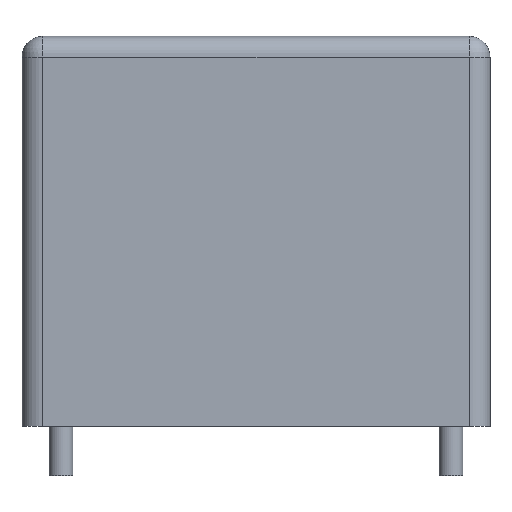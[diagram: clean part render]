
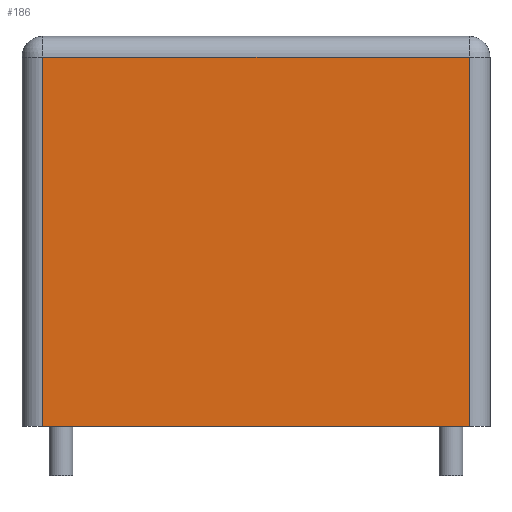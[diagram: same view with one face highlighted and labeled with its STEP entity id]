
A CAD part, front view. The second image highlights one B-rep face of the part: STEP entity #186.
In plain terms, the highlighted planar face has unit normal (0, -1, 0).
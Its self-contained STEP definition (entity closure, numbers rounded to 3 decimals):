
#13=DIRECTION('',(0.,0.,1.));
#27=VECTOR('',#13,1.);
#33=CARTESIAN_POINT('',(-1.5,-4.,0.));
#35=DIRECTION('',(0.,1.,0.));
#48=DIRECTION('',(1.,0.,0.));
#54=VERTEX_POINT('',#55);
#55=CARTESIAN_POINT('',(-0.7,-4.,0.));
#61=ORIENTED_EDGE('',*,*,#62,.T.);
#62=EDGE_CURVE('',#54,#63,#65,.T.);
#63=VERTEX_POINT('',#64);
#64=CARTESIAN_POINT('',(-0.7,-4.,14.2));
#65=LINE('',#55,#27);
#102=EDGE_CURVE('',#54,#103,#105,.T.);
#103=VERTEX_POINT('',#104);
#104=CARTESIAN_POINT('',(15.7,-4.,0.));
#105=LINE('',#33,#106);
#106=VECTOR('',#48,1.);
#186=ADVANCED_FACE('',(#187),#198,.F.);
#187=FACE_BOUND('',#188,.F.);
#188=EDGE_LOOP('',(#61,#189,#194,#197));
#189=ORIENTED_EDGE('',*,*,#190,.T.);
#190=EDGE_CURVE('',#63,#191,#193,.T.);
#191=VERTEX_POINT('',#192);
#192=CARTESIAN_POINT('',(15.7,-4.,14.2));
#193=LINE('',#64,#106);
#194=ORIENTED_EDGE('',*,*,#195,.F.);
#195=EDGE_CURVE('',#103,#191,#196,.T.);
#196=LINE('',#104,#27);
#197=ORIENTED_EDGE('',*,*,#102,.F.);
#198=PLANE('',#199);
#199=AXIS2_PLACEMENT_3D('',#33,#35,#13);
